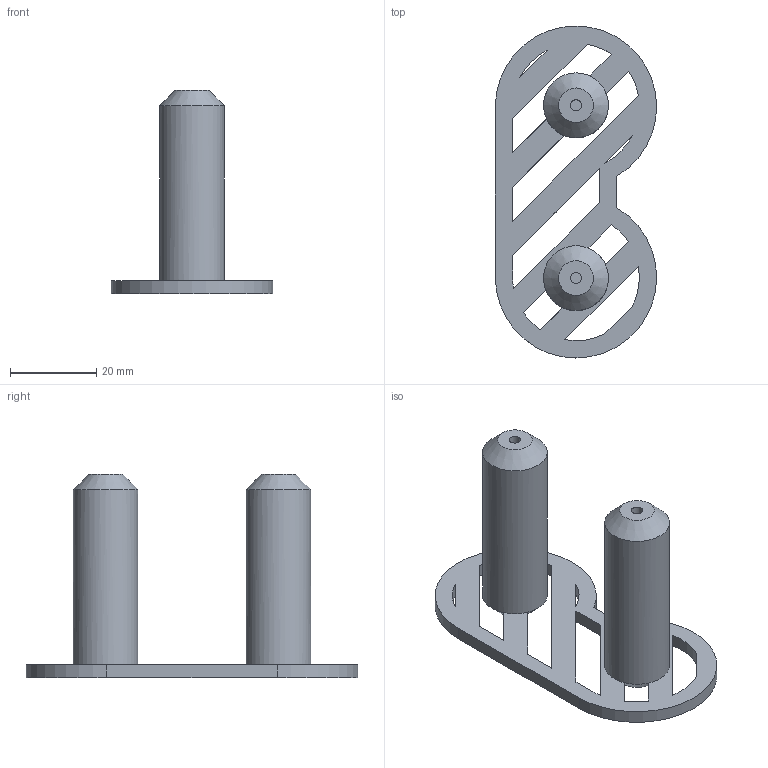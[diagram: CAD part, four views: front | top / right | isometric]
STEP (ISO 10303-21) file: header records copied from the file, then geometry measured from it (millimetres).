
FILE_DESCRIPTION(('STEP AP203'), '1');
FILE_NAME('3.1.2 Íèæíÿÿ äåòàëü çàõâàòà', '', ('UNSPECIFIED'), ('UNSPECIFIED'), 'C3D Converter', 'C3D Toolkit', '');
FILE_SCHEMA(('CONFIG_CONTROL_DESIGN'));
Length unit declared in the file: millimetre
Bounding box: 37.34 x 76.84 x 47 mm (x, y, z)
Volume: 20004.1 mm3; surface area: 9515.9 mm2
Topology: 1 solids, 1 shells, 50 faces, 134 edges, 86 vertices
Faces by surface type: plane 29, cylinder 15, cone 6
Full cylindrical faces by diameter (mm): 2.6 x2, 15 x2
Entity records: 1740 total; most frequent: CARTESIAN_POINT 417, DIRECTION 266, ORIENTED_EDGE 256, EDGE_CURVE 128, AXIS2_PLACEMENT_3D 95, VERTEX_POINT 86, LINE 76, VECTOR 76
